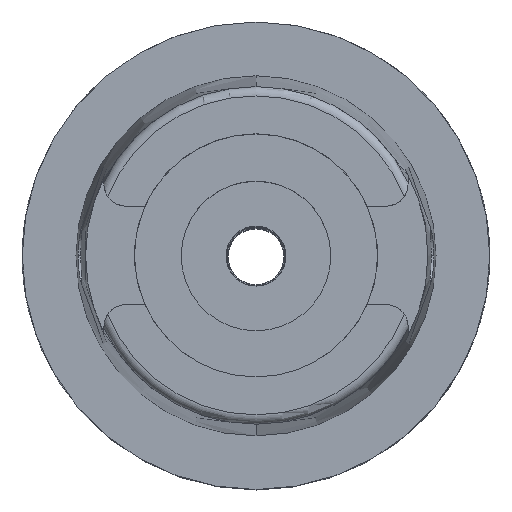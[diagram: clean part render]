
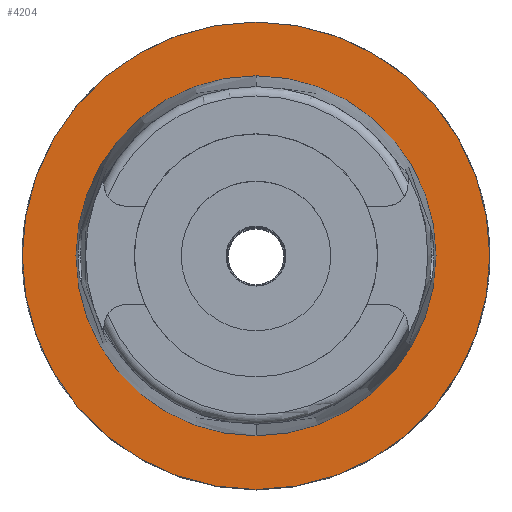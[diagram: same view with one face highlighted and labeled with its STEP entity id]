
A CAD part, top view. The second image highlights one B-rep face of the part: STEP entity #4204.
In plain terms, the highlighted planar face has unit normal (0, 0, 1).
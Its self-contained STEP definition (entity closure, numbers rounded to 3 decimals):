
#2045=CARTESIAN_POINT('',(0.,0.,0.));
#2046=DIRECTION('',(0.,0.,-1.));
#2047=DIRECTION('',(0.,-1.,0.));
#2048=AXIS2_PLACEMENT_3D('',#2045,#2046,#2047);
#2053=CARTESIAN_POINT('',(0.,0.,0.));
#2054=DIRECTION('',(0.,0.,-1.));
#2055=DIRECTION('',(0.,1.,0.));
#2056=AXIS2_PLACEMENT_3D('',#2053,#2054,#2055);
#2061=CARTESIAN_POINT('',(0.,0.,0.));
#2062=DIRECTION('',(0.,0.,1.));
#2063=DIRECTION('',(0.,-1.,0.));
#2064=AXIS2_PLACEMENT_3D('',#2061,#2062,#2063);
#2069=CARTESIAN_POINT('',(0.,0.,0.));
#2070=DIRECTION('',(0.,0.,1.));
#2071=DIRECTION('',(0.,1.,0.));
#2072=AXIS2_PLACEMENT_3D('',#2069,#2070,#2071);
#2442=CARTESIAN_POINT('',(0.,-19.25,0.));
#2443=VERTEX_POINT('',#2442);
#2444=CARTESIAN_POINT('',(0.,19.25,0.));
#2445=VERTEX_POINT('',#2444);
#2717=CARTESIAN_POINT('',(0.,25.,0.));
#2718=VERTEX_POINT('',#2717);
#2719=CARTESIAN_POINT('',(0.,-25.,0.));
#2720=VERTEX_POINT('',#2719);
#4191=CARTESIAN_POINT('',(0.,0.,0.));
#4192=DIRECTION('',(0.,0.,1.));
#4193=DIRECTION('',(0.,1.,0.));
#4194=AXIS2_PLACEMENT_3D('',#4191,#4192,#4193);
#4195=PLANE('',#4194);
#4196=ORIENTED_EDGE('',*,*,#4173,.T.);
#4197=ORIENTED_EDGE('',*,*,#4060,.T.);
#4198=EDGE_LOOP('',(#4196,#4197));
#4199=FACE_OUTER_BOUND('',#4198,.F.);
#4200=ORIENTED_EDGE('',*,*,#2934,.T.);
#4201=ORIENTED_EDGE('',*,*,#2903,.T.);
#4202=EDGE_LOOP('',(#4200,#4201));
#4203=FACE_BOUND('',#4202,.F.);
#2049=CIRCLE('',#2048,25.);
#2057=CIRCLE('',#2056,25.);
#2065=CIRCLE('',#2064,19.25);
#2073=CIRCLE('',#2072,19.25);
#2903=EDGE_CURVE('',#2445,#2443,#2073,.T.);
#2934=EDGE_CURVE('',#2443,#2445,#2065,.T.);
#4060=EDGE_CURVE('',#2718,#2720,#2057,.T.);
#4173=EDGE_CURVE('',#2720,#2718,#2049,.T.);
#4204=ADVANCED_FACE('',(#4199,#4203),#4195,.T.);
